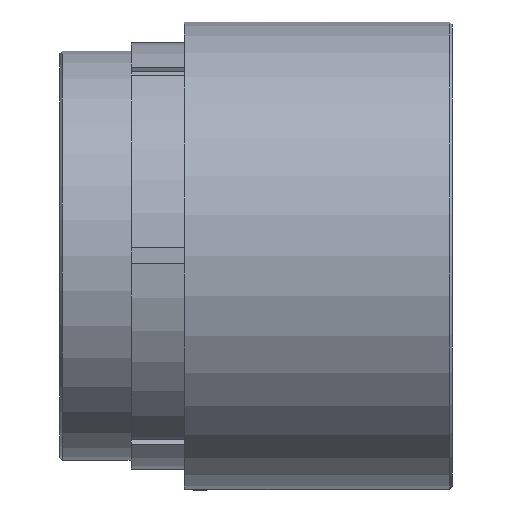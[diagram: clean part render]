
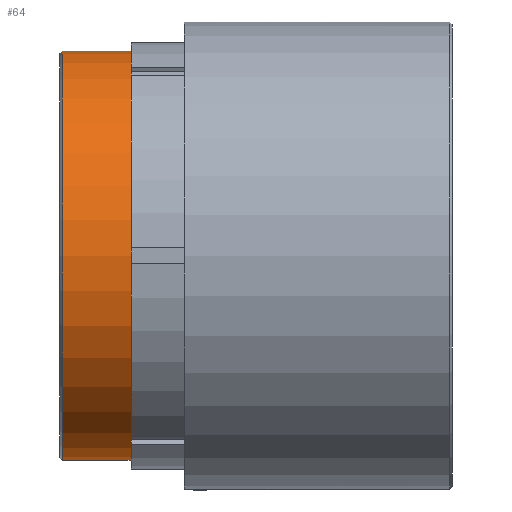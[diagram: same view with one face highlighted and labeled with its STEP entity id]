
A CAD part, left-side view. The second image highlights one B-rep face of the part: STEP entity #64.
In plain terms, the highlighted cylindrical face has radius 60.922 mm (diameter 121.844 mm), a partial arc.
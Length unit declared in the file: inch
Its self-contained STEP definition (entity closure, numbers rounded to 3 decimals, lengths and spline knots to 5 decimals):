
#64 = ADVANCED_FACE ( 'NONE', ( #3666 ), #1127, .T. ) ;
#179 = DIRECTION ( 'NONE',  ( 0., 0., 1. ) ) ;
#254 = CIRCLE ( 'NONE', #992, 2.3985 ) ;
#629 = DIRECTION ( 'NONE',  ( 0., 0., 1. ) ) ;
#716 = LINE ( 'NONE', #3005, #1426 ) ;
#992 = AXIS2_PLACEMENT_3D ( 'NONE', #4618, #4174, #629 ) ;
#1052 = VERTEX_POINT ( 'NONE', #4575 ) ;
#1127 = CYLINDRICAL_SURFACE ( 'NONE', #5681, 2.3985 ) ;
#1426 = VECTOR ( 'NONE', #3905, 39.37008 ) ;
#1502 = CARTESIAN_POINT ( 'NONE',  ( 0., 3.765, -2.3985 ) ) ;
#1702 = CIRCLE ( 'NONE', #2992, 2.3985 ) ;
#1879 = CARTESIAN_POINT ( 'NONE',  ( 0., 4.57, 2.3985 ) ) ;
#1887 = CARTESIAN_POINT ( 'NONE',  ( 0., 3.765, 2.3985 ) ) ;
#2087 = EDGE_CURVE ( 'NONE', #1052, #3160, #2723, .T. ) ;
#2244 = CARTESIAN_POINT ( 'NONE',  ( 0., 4.57, 0. ) ) ;
#2386 = VERTEX_POINT ( 'NONE', #1502 ) ;
#2466 = EDGE_CURVE ( 'NONE', #2386, #1052, #254, .T. ) ;
#2548 = VERTEX_POINT ( 'NONE', #2972 ) ;
#2589 = EDGE_CURVE ( 'NONE', #2386, #2548, #716, .T. ) ;
#2723 = LINE ( 'NONE', #1887, #3643 ) ;
#2972 = CARTESIAN_POINT ( 'NONE',  ( 0., 4.57, -2.3985 ) ) ;
#2973 = EDGE_LOOP ( 'NONE', ( #3119, #5298, #5627, #3442 ) ) ;
#2992 = AXIS2_PLACEMENT_3D ( 'NONE', #2244, #3142, #4444 ) ;
#3005 = CARTESIAN_POINT ( 'NONE',  ( 0., 3.765, -2.3985 ) ) ;
#3119 = ORIENTED_EDGE ( 'NONE', *, *, #2589, .F. ) ;
#3142 = DIRECTION ( 'NONE',  ( 0., -1., 0. ) ) ;
#3154 = DIRECTION ( 'NONE',  ( 0., 1., 0. ) ) ;
#3160 = VERTEX_POINT ( 'NONE', #1879 ) ;
#3198 = DIRECTION ( 'NONE',  ( 0., 1., 0. ) ) ;
#3442 = ORIENTED_EDGE ( 'NONE', *, *, #3446, .T. ) ;
#3446 = EDGE_CURVE ( 'NONE', #3160, #2548, #1702, .T. ) ;
#3643 = VECTOR ( 'NONE', #3154, 39.37008 ) ;
#3666 = FACE_OUTER_BOUND ( 'NONE', #2973, .T. ) ;
#3905 = DIRECTION ( 'NONE',  ( 0., 1., 0. ) ) ;
#4174 = DIRECTION ( 'NONE',  ( 0., 1., 0. ) ) ;
#4444 = DIRECTION ( 'NONE',  ( 0., 0., 1. ) ) ;
#4575 = CARTESIAN_POINT ( 'NONE',  ( 0., 3.765, 2.3985 ) ) ;
#4618 = CARTESIAN_POINT ( 'NONE',  ( 0., 3.765, 0. ) ) ;
#5095 = CARTESIAN_POINT ( 'NONE',  ( 0., 3.765, 0. ) ) ;
#5298 = ORIENTED_EDGE ( 'NONE', *, *, #2466, .T. ) ;
#5627 = ORIENTED_EDGE ( 'NONE', *, *, #2087, .T. ) ;
#5681 = AXIS2_PLACEMENT_3D ( 'NONE', #5095, #3198, #179 ) ;
